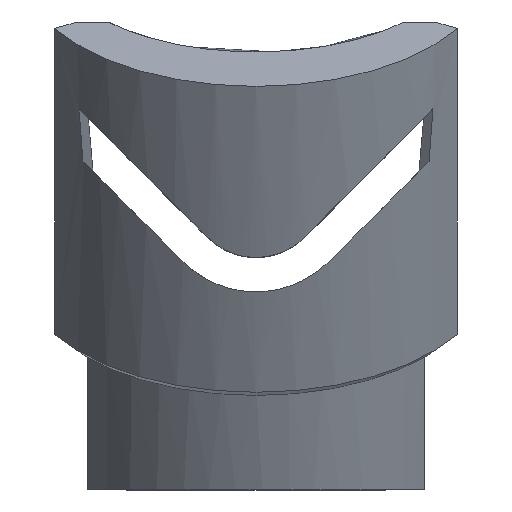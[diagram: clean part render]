
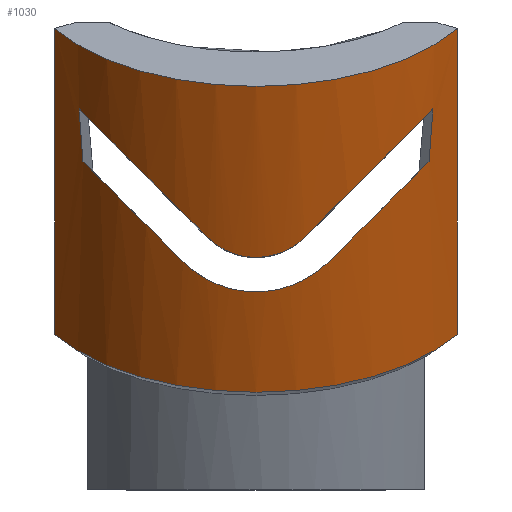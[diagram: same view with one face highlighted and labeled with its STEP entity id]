
A CAD part, top view. The second image highlights one B-rep face of the part: STEP entity #1030.
In plain terms, the highlighted cylindrical face has radius 13.5 mm (diameter 27 mm), a partial arc.
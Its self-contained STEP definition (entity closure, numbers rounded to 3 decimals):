
#13=FACE_BOUND('',#410,.T.);
#15=CIRCLE('',#1091,13.5);
#16=CIRCLE('',#1095,13.5);
#27=ELLIPSE('',#1117,177.565,13.5);
#28=ELLIPSE('',#1118,22.045,13.5);
#29=ELLIPSE('',#1119,22.045,13.5);
#30=ELLIPSE('',#1120,177.565,13.5);
#31=ELLIPSE('',#1121,22.045,13.5);
#32=ELLIPSE('',#1122,22.045,13.5);
#36=CYLINDRICAL_SURFACE('',#1116,13.5);
#83=LINE('',#1581,#191);
#93=LINE('',#1610,#201);
#191=VECTOR('',#1227,10.);
#201=VECTOR('',#1247,10.);
#351=FACE_OUTER_BOUND('',#409,.T.);
#409=EDGE_LOOP('',(#860,#861,#862,#863));
#410=EDGE_LOOP('',(#864,#865,#866,#867,#868,#869,#870,#871));
#439=B_SPLINE_CURVE_WITH_KNOTS('',3,(#1693,#1694,#1695,#1696,#1697,#1698,
#1699,#1700,#1701,#1702,#1703,#1704),.UNSPECIFIED.,.F.,.F.,(4,2,2,2,2,4),
(2.573,2.8,3.027,3.252,3.478,
3.48),.UNSPECIFIED.);
#440=B_SPLINE_CURVE_WITH_KNOTS('',3,(#1712,#1713,#1714,#1715,#1716,#1717,
#1718,#1719,#1720,#1721,#1722,#1723),.UNSPECIFIED.,.F.,.F.,(4,2,2,2,2,4),
(0.327,0.332,0.481,0.631,
0.783,0.935),.UNSPECIFIED.);
#478=VERTEX_POINT('',#1567);
#479=VERTEX_POINT('',#1569);
#483=VERTEX_POINT('',#1579);
#493=VERTEX_POINT('',#1605);
#519=VERTEX_POINT('',#1687);
#520=VERTEX_POINT('',#1688);
#521=VERTEX_POINT('',#1690);
#522=VERTEX_POINT('',#1692);
#523=VERTEX_POINT('',#1705);
#524=VERTEX_POINT('',#1707);
#525=VERTEX_POINT('',#1709);
#526=VERTEX_POINT('',#1711);
#588=EDGE_CURVE('',#478,#479,#15,.T.);
#594=EDGE_CURVE('',#478,#483,#83,.T.);
#605=EDGE_CURVE('',#493,#483,#16,.T.);
#607=EDGE_CURVE('',#493,#479,#93,.T.);
#646=EDGE_CURVE('',#519,#520,#27,.T.);
#647=EDGE_CURVE('',#520,#521,#28,.T.);
#648=EDGE_CURVE('',#521,#522,#439,.T.);
#649=EDGE_CURVE('',#522,#523,#29,.T.);
#650=EDGE_CURVE('',#523,#524,#30,.T.);
#651=EDGE_CURVE('',#524,#525,#31,.T.);
#652=EDGE_CURVE('',#525,#526,#440,.T.);
#653=EDGE_CURVE('',#526,#519,#32,.T.);
#860=ORIENTED_EDGE('',*,*,#588,.F.);
#861=ORIENTED_EDGE('',*,*,#594,.T.);
#862=ORIENTED_EDGE('',*,*,#605,.F.);
#863=ORIENTED_EDGE('',*,*,#607,.T.);
#864=ORIENTED_EDGE('',*,*,#646,.T.);
#865=ORIENTED_EDGE('',*,*,#647,.T.);
#866=ORIENTED_EDGE('',*,*,#648,.T.);
#867=ORIENTED_EDGE('',*,*,#649,.T.);
#868=ORIENTED_EDGE('',*,*,#650,.T.);
#869=ORIENTED_EDGE('',*,*,#651,.T.);
#870=ORIENTED_EDGE('',*,*,#652,.T.);
#871=ORIENTED_EDGE('',*,*,#653,.T.);
#1030=ADVANCED_FACE('',(#351,#13),#36,.T.);
#1091=AXIS2_PLACEMENT_3D('',#1570,#1218,#1219);
#1095=AXIS2_PLACEMENT_3D('',#1607,#1241,#1242);
#1116=AXIS2_PLACEMENT_3D('',#1686,#1316,#1317);
#1117=AXIS2_PLACEMENT_3D('',#1689,#1318,#1319);
#1118=AXIS2_PLACEMENT_3D('',#1691,#1320,#1321);
#1119=AXIS2_PLACEMENT_3D('',#1706,#1322,#1323);
#1120=AXIS2_PLACEMENT_3D('',#1708,#1324,#1325);
#1121=AXIS2_PLACEMENT_3D('',#1710,#1326,#1327);
#1122=AXIS2_PLACEMENT_3D('',#1724,#1328,#1329);
#1218=DIRECTION('center_axis',(0.,0.866,0.5));
#1219=DIRECTION('ref_axis',(1.,0.,0.));
#1227=DIRECTION('',(0.,-0.866,-0.5));
#1241=DIRECTION('center_axis',(0.,-0.866,
-0.5));
#1242=DIRECTION('ref_axis',(1.,0.,0.));
#1247=DIRECTION('',(0.,0.866,0.5));
#1316=DIRECTION('center_axis',(0.,0.866,0.5));
#1317=DIRECTION('ref_axis',(1.,0.,0.));
#1318=DIRECTION('center_axis',(0.988,0.,-0.152));
#1319=DIRECTION('ref_axis',(0.075,0.869,0.49));
#1320=DIRECTION('center_axis',(0.707,-0.707,0.));
#1321=DIRECTION('ref_axis',(0.548,0.548,0.632));
#1322=DIRECTION('center_axis',(-0.707,-0.707,0.));
#1323=DIRECTION('ref_axis',(0.548,-0.548,-0.632));
#1324=DIRECTION('center_axis',(-0.988,0.,-0.152));
#1325=DIRECTION('ref_axis',(0.075,-0.869,-0.49));
#1326=DIRECTION('center_axis',(0.707,0.707,0.));
#1327=DIRECTION('ref_axis',(0.548,-0.548,-0.632));
#1328=DIRECTION('center_axis',(-0.707,0.707,0.));
#1329=DIRECTION('ref_axis',(0.548,0.548,0.632));
#1567=CARTESIAN_POINT('',(-11.691,17.785,-10.805));
#1569=CARTESIAN_POINT('',(11.691,17.785,-10.805));
#1570=CARTESIAN_POINT('Origin',(0.,21.16,
-16.651));
#1579=CARTESIAN_POINT('',(-11.691,0.032,-21.055));
#1581=CARTESIAN_POINT('',(-11.691,9.125,-15.805));
#1605=CARTESIAN_POINT('',(11.691,0.032,-21.055));
#1607=CARTESIAN_POINT('Origin',(0.,3.407,
-26.901));
#1610=CARTESIAN_POINT('',(11.691,9.125,-15.805));
#1686=CARTESIAN_POINT('Origin',(0.,12.5,
-21.651));
#1687=CARTESIAN_POINT('',(10.278,13.106,-11.194));
#1688=CARTESIAN_POINT('',(10.053,10.053,-12.659));
#1689=CARTESIAN_POINT('Origin',(0.,-85.1,
-78.));
#1690=CARTESIAN_POINT('',(4.243,4.243,-11.619));
#1691=CARTESIAN_POINT('Origin',(0.,0.,
-28.868));
#1692=CARTESIAN_POINT('',(-4.243,4.243,-11.619));
#1693=CARTESIAN_POINT('Ctrl Pts',(4.243,4.243,-11.619));
#1694=CARTESIAN_POINT('Ctrl Pts',(3.713,3.713,-11.723));
#1695=CARTESIAN_POINT('Ctrl Pts',(3.04,3.251,-11.778));
#1696=CARTESIAN_POINT('Ctrl Pts',(1.561,2.637,-11.837));
#1697=CARTESIAN_POINT('Ctrl Pts',(0.756,2.485,-11.844));
#1698=CARTESIAN_POINT('Ctrl Pts',(-0.752,2.485,-11.844));
#1699=CARTESIAN_POINT('Ctrl Pts',(-1.554,2.635,-11.837));
#1700=CARTESIAN_POINT('Ctrl Pts',(-3.027,3.244,-11.779));
#1701=CARTESIAN_POINT('Ctrl Pts',(-3.698,3.702,-11.724));
#1702=CARTESIAN_POINT('Ctrl Pts',(-4.232,4.232,-11.621));
#1703=CARTESIAN_POINT('Ctrl Pts',(-4.237,4.237,-11.62));
#1704=CARTESIAN_POINT('Ctrl Pts',(-4.243,4.243,-11.619));
#1705=CARTESIAN_POINT('',(-10.053,10.053,-12.659));
#1706=CARTESIAN_POINT('Origin',(0.,0.,
-28.868));
#1707=CARTESIAN_POINT('',(-10.278,13.106,-11.194));
#1708=CARTESIAN_POINT('Origin',(0.,-85.1,
-78.));
#1709=CARTESIAN_POINT('',(-2.828,5.657,-10.359));
#1710=CARTESIAN_POINT('Origin',(0.,2.828,
-27.235));
#1711=CARTESIAN_POINT('',(2.828,5.657,-10.359));
#1712=CARTESIAN_POINT('Ctrl Pts',(-2.828,5.657,-10.359));
#1713=CARTESIAN_POINT('Ctrl Pts',(-2.816,5.645,-10.363));
#1714=CARTESIAN_POINT('Ctrl Pts',(-2.804,5.633,-10.367));
#1715=CARTESIAN_POINT('Ctrl Pts',(-2.445,5.282,-10.482));
#1716=CARTESIAN_POINT('Ctrl Pts',(-2.002,4.983,-10.564));
#1717=CARTESIAN_POINT('Ctrl Pts',(-1.029,4.584,-10.667));
#1718=CARTESIAN_POINT('Ctrl Pts',(-0.498,4.485,-10.689));
#1719=CARTESIAN_POINT('Ctrl Pts',(0.507,4.485,-10.689));
#1720=CARTESIAN_POINT('Ctrl Pts',(1.046,4.588,-10.667));
#1721=CARTESIAN_POINT('Ctrl Pts',(2.033,4.999,-10.56));
#1722=CARTESIAN_POINT('Ctrl Pts',(2.479,5.308,-10.474));
#1723=CARTESIAN_POINT('Ctrl Pts',(2.828,5.657,-10.359));
#1724=CARTESIAN_POINT('Origin',(0.,2.828,
-27.235));
